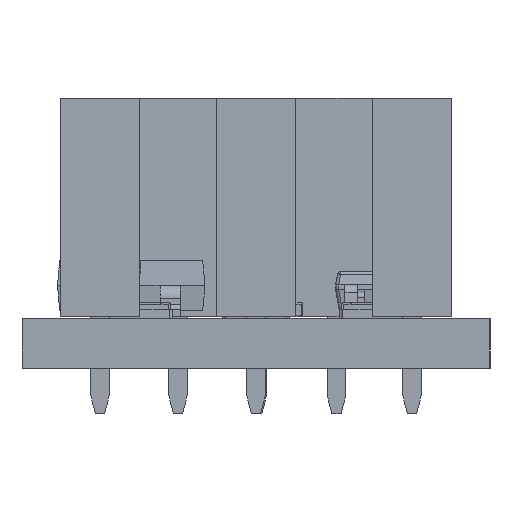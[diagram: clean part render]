
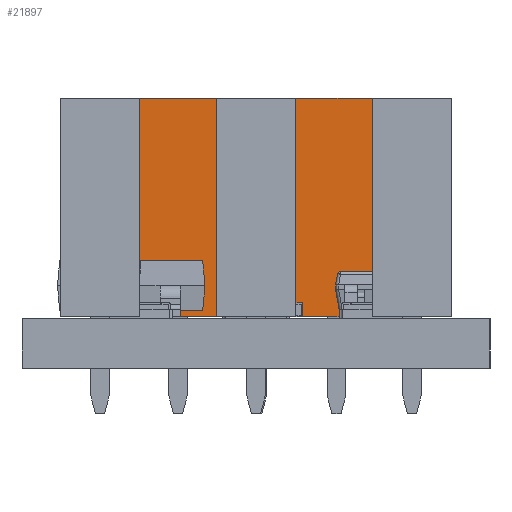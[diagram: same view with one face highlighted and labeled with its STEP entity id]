
A CAD part, left-side view. The second image highlights one B-rep face of the part: STEP entity #21897.
In plain terms, the highlighted planar face has unit normal (-1, 0, 0).
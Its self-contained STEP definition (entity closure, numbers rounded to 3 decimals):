
#20331 = PLANE('',#20332);
#20332 = AXIS2_PLACEMENT_3D('',#20333,#20334,#20335);
#20333 = CARTESIAN_POINT('',(-1.27,-6.35,0.));
#20334 = DIRECTION('',(0.,1.,0.));
#20335 = DIRECTION('',(1.,0.,0.));
#20359 = PLANE('',#20360);
#20360 = AXIS2_PLACEMENT_3D('',#20361,#20362,#20363);
#20361 = CARTESIAN_POINT('',(1.27,-6.35,7.));
#20362 = DIRECTION('',(-0.,0.,-1.));
#20363 = DIRECTION('',(0.,-1.,-0.));
#20387 = PLANE('',#20388);
#20388 = AXIS2_PLACEMENT_3D('',#20389,#20390,#20391);
#20389 = CARTESIAN_POINT('',(1.27,1.27,0.));
#20390 = DIRECTION('',(0.,-1.,0.));
#20391 = DIRECTION('',(-1.,0.,0.));
#20429 = VERTEX_POINT('',#20430);
#20430 = CARTESIAN_POINT('',(-1.27,-6.35,0.));
#20446 = PLANE('',#20447);
#20447 = AXIS2_PLACEMENT_3D('',#20448,#20449,#20450);
#20448 = CARTESIAN_POINT('',(1.27,-6.35,0.));
#20449 = DIRECTION('',(-0.,0.,-1.));
#20450 = DIRECTION('',(0.,-1.,-0.));
#20458 = EDGE_CURVE('',#20429,#20459,#20461,.T.);
#20459 = VERTEX_POINT('',#20460);
#20460 = CARTESIAN_POINT('',(-1.27,-6.35,7.));
#20461 = SURFACE_CURVE('',#20462,(#20466,#20473),.PCURVE_S1.);
#20462 = LINE('',#20463,#20464);
#20463 = CARTESIAN_POINT('',(-1.27,-6.35,0.));
#20464 = VECTOR('',#20465,1.);
#20465 = DIRECTION('',(0.,0.,1.));
#20466 = PCURVE('',#20331,#20467);
#20467 = DEFINITIONAL_REPRESENTATION('',(#20468),#20472);
#20468 = LINE('',#20469,#20470);
#20469 = CARTESIAN_POINT('',(0.,0.));
#20470 = VECTOR('',#20471,1.);
#20471 = DIRECTION('',(0.,-1.));
#20472 = ( GEOMETRIC_REPRESENTATION_CONTEXT(2) 
PARAMETRIC_REPRESENTATION_CONTEXT() REPRESENTATION_CONTEXT('2D SPACE',''
  ) );
#20473 = PCURVE('',#20474,#20479);
#20474 = PLANE('',#20475);
#20475 = AXIS2_PLACEMENT_3D('',#20476,#20477,#20478);
#20476 = CARTESIAN_POINT('',(-1.27,1.27,0.));
#20477 = DIRECTION('',(1.,0.,0.));
#20478 = DIRECTION('',(0.,-1.,0.));
#20479 = DEFINITIONAL_REPRESENTATION('',(#20480),#20484);
#20480 = LINE('',#20481,#20482);
#20481 = CARTESIAN_POINT('',(7.62,0.));
#20482 = VECTOR('',#20483,1.);
#20483 = DIRECTION('',(0.,-1.));
#20484 = ( GEOMETRIC_REPRESENTATION_CONTEXT(2) 
PARAMETRIC_REPRESENTATION_CONTEXT() REPRESENTATION_CONTEXT('2D SPACE',''
  ) );
#20641 = VERTEX_POINT('',#20642);
#20642 = CARTESIAN_POINT('',(-1.27,1.27,7.));
#20663 = EDGE_CURVE('',#20664,#20641,#20666,.T.);
#20664 = VERTEX_POINT('',#20665);
#20665 = CARTESIAN_POINT('',(-1.27,1.27,0.));
#20666 = SURFACE_CURVE('',#20667,(#20671,#20678),.PCURVE_S1.);
#20667 = LINE('',#20668,#20669);
#20668 = CARTESIAN_POINT('',(-1.27,1.27,0.));
#20669 = VECTOR('',#20670,1.);
#20670 = DIRECTION('',(0.,0.,1.));
#20671 = PCURVE('',#20387,#20672);
#20672 = DEFINITIONAL_REPRESENTATION('',(#20673),#20677);
#20673 = LINE('',#20674,#20675);
#20674 = CARTESIAN_POINT('',(2.54,0.));
#20675 = VECTOR('',#20676,1.);
#20676 = DIRECTION('',(0.,-1.));
#20677 = ( GEOMETRIC_REPRESENTATION_CONTEXT(2) 
PARAMETRIC_REPRESENTATION_CONTEXT() REPRESENTATION_CONTEXT('2D SPACE',''
  ) );
#20678 = PCURVE('',#20474,#20679);
#20679 = DEFINITIONAL_REPRESENTATION('',(#20680),#20684);
#20680 = LINE('',#20681,#20682);
#20681 = CARTESIAN_POINT('',(0.,0.));
#20682 = VECTOR('',#20683,1.);
#20683 = DIRECTION('',(0.,-1.));
#20684 = ( GEOMETRIC_REPRESENTATION_CONTEXT(2) 
PARAMETRIC_REPRESENTATION_CONTEXT() REPRESENTATION_CONTEXT('2D SPACE',''
  ) );
#20808 = EDGE_CURVE('',#20641,#20459,#20809,.T.);
#20809 = SURFACE_CURVE('',#20810,(#20814,#20821),.PCURVE_S1.);
#20810 = LINE('',#20811,#20812);
#20811 = CARTESIAN_POINT('',(-1.27,1.27,7.));
#20812 = VECTOR('',#20813,1.);
#20813 = DIRECTION('',(0.,-1.,0.));
#20814 = PCURVE('',#20359,#20815);
#20815 = DEFINITIONAL_REPRESENTATION('',(#20816),#20820);
#20816 = LINE('',#20817,#20818);
#20817 = CARTESIAN_POINT('',(-7.62,2.54));
#20818 = VECTOR('',#20819,1.);
#20819 = DIRECTION('',(1.,0.));
#20820 = ( GEOMETRIC_REPRESENTATION_CONTEXT(2) 
PARAMETRIC_REPRESENTATION_CONTEXT() REPRESENTATION_CONTEXT('2D SPACE',''
  ) );
#20821 = PCURVE('',#20474,#20822);
#20822 = DEFINITIONAL_REPRESENTATION('',(#20823),#20827);
#20823 = LINE('',#20824,#20825);
#20824 = CARTESIAN_POINT('',(0.,-7.));
#20825 = VECTOR('',#20826,1.);
#20826 = DIRECTION('',(1.,0.));
#20827 = ( GEOMETRIC_REPRESENTATION_CONTEXT(2) 
PARAMETRIC_REPRESENTATION_CONTEXT() REPRESENTATION_CONTEXT('2D SPACE',''
  ) );
#21197 = EDGE_CURVE('',#20664,#20429,#21198,.T.);
#21198 = SURFACE_CURVE('',#21199,(#21203,#21210),.PCURVE_S1.);
#21199 = LINE('',#21200,#21201);
#21200 = CARTESIAN_POINT('',(-1.27,1.27,0.));
#21201 = VECTOR('',#21202,1.);
#21202 = DIRECTION('',(0.,-1.,0.));
#21203 = PCURVE('',#20446,#21204);
#21204 = DEFINITIONAL_REPRESENTATION('',(#21205),#21209);
#21205 = LINE('',#21206,#21207);
#21206 = CARTESIAN_POINT('',(-7.62,2.54));
#21207 = VECTOR('',#21208,1.);
#21208 = DIRECTION('',(1.,0.));
#21209 = ( GEOMETRIC_REPRESENTATION_CONTEXT(2) 
PARAMETRIC_REPRESENTATION_CONTEXT() REPRESENTATION_CONTEXT('2D SPACE',''
  ) );
#21210 = PCURVE('',#20474,#21211);
#21211 = DEFINITIONAL_REPRESENTATION('',(#21212),#21216);
#21212 = LINE('',#21213,#21214);
#21213 = CARTESIAN_POINT('',(0.,0.));
#21214 = VECTOR('',#21215,1.);
#21215 = DIRECTION('',(1.,0.));
#21216 = ( GEOMETRIC_REPRESENTATION_CONTEXT(2) 
PARAMETRIC_REPRESENTATION_CONTEXT() REPRESENTATION_CONTEXT('2D SPACE',''
  ) );
#21897 = ADVANCED_FACE('',(#21898),#20474,.F.);
#21898 = FACE_BOUND('',#21899,.F.);
#21899 = EDGE_LOOP('',(#21900,#21901,#21902,#21903));
#21900 = ORIENTED_EDGE('',*,*,#20663,.T.);
#21901 = ORIENTED_EDGE('',*,*,#20808,.T.);
#21902 = ORIENTED_EDGE('',*,*,#20458,.F.);
#21903 = ORIENTED_EDGE('',*,*,#21197,.F.);
